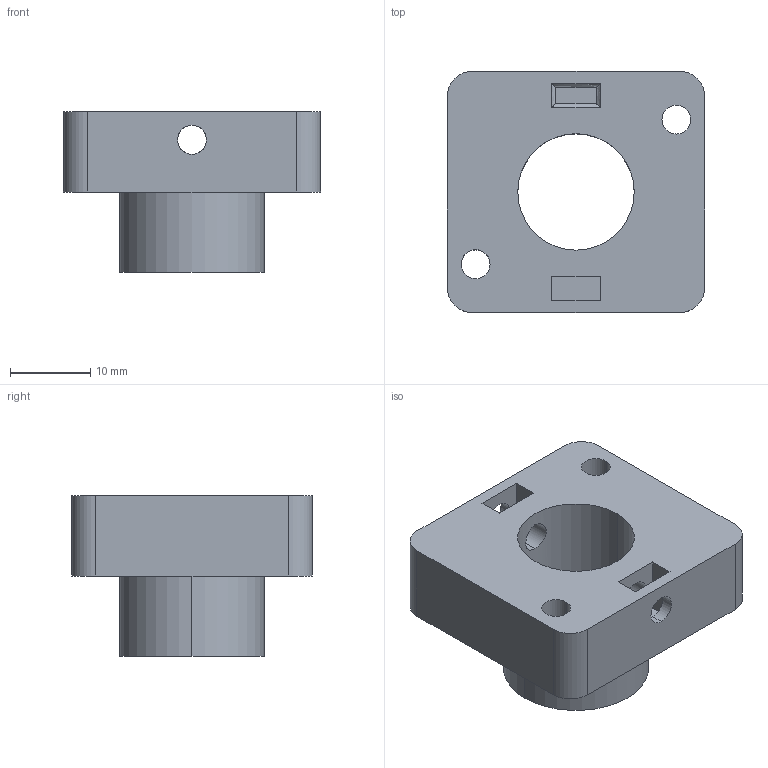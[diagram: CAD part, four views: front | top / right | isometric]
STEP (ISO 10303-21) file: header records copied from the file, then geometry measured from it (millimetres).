
FILE_DESCRIPTION (( 'STEP AP203' ), '1' );
FILE_NAME ('13-018725.step', '2022-03-07T11:58:04', ( '' ), ( '' ), 'SwSTEP 2.0', 'SolidWorks 2021', '' );
FILE_SCHEMA (( 'CONFIG_CONTROL_DESIGN' ));
Length unit declared in the file: millimetre
Products named in the file (1): 13-018725
Bounding box: 32 x 30 x 20 mm (x, y, z)
Volume: 8208.6 mm3; surface area: 4703.1 mm2
Topology: 1 solids, 1 shells, 41 faces, 104 edges, 68 vertices
Faces by surface type: cylinder 20, plane 17, bspline 4
Entity records: 1683 total; most frequent: CARTESIAN_POINT 598, ORIENTED_EDGE 208, DIRECTION 200, EDGE_CURVE 104, AXIS2_PLACEMENT_3D 74, VERTEX_POINT 68, EDGE_LOOP 58, VECTOR 52
